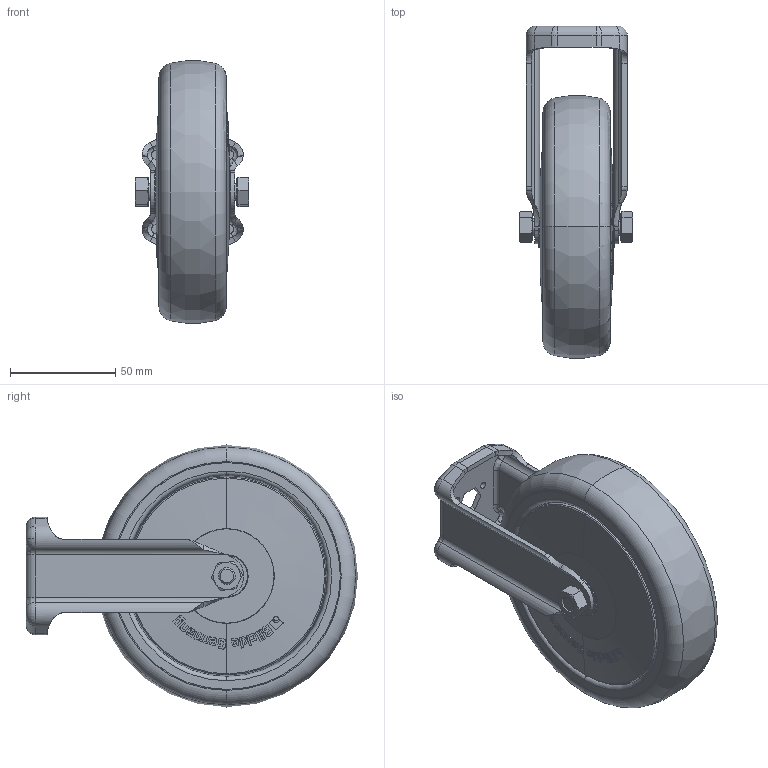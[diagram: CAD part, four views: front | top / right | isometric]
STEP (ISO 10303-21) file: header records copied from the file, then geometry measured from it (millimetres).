
FILE_DESCRIPTION (( 'STEP AP214' ), '1' );
FILE_NAME ('Accessories for aluminium profiles098F125UNESD.step', '2016-10-19T17:30:59', ( '' ), ( '' ), 'SwSTEP 2.0', 'SolidWorks 2016', '' );
FILE_SCHEMA (( 'AUTOMOTIVE_DESIGN' ));
Length unit declared in the file: millimetre
Products named in the file (5): Accessories for aluminium profiles098F125UNESD; PATH_126_8K-ELS-FK-845680_214_selction no pls; 098FR.u.Tab_098F125; 4DIN934M08M; 4DIN931M08048MS01
Assembly tree (4 placements, depth 2):
  Accessories for aluminium profiles098F125UNESD
    4DIN931M08048MS01
    4DIN934M08M
    098FR.u.Tab_098F125
    PATH_126_8K-ELS-FK-845680_214_selction no pls
Bounding box: 54.2 x 157.86 x 124.71 mm (x, y, z)
Volume: 273419.5 mm3; surface area: 98954 mm2
Topology: 4 solids, 4 shells, 1676 faces, 4422 edges, 2890 vertices
Faces by surface type: plane 805, bspline 585, cone 123, cylinder 108, torus 55
Entity records: 95977 total; most frequent: CARTESIAN_POINT 45936, ORIENTED_EDGE 8844, DIRECTION 5108, EDGE_CURVE 4422, VERTEX_POINT 2890, LINE 2128, VECTOR 2128, B_SPLINE_CURVE_WITH_KNOTS 1896
